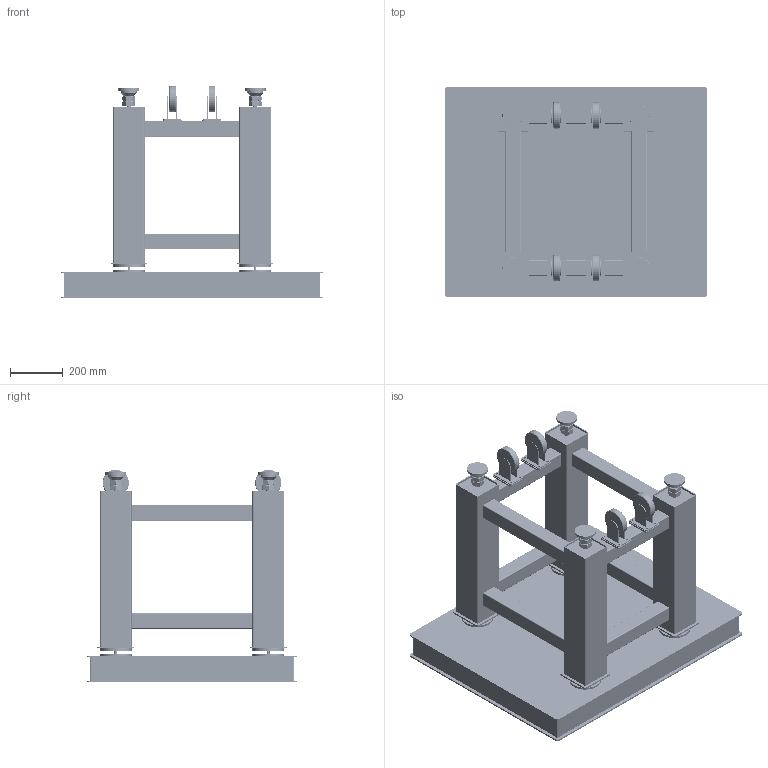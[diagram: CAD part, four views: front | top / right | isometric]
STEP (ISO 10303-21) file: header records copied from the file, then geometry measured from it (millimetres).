
FILE_DESCRIPTION (( 'STEP AP203' ), '1' );
FILE_NAME ('516151.STEP', '2024-04-28T07:06:58', ( '' ), ( '' ), 'SwSTEP 2.0', 'SolidWorks 2020', '' );
FILE_SCHEMA (( 'CONFIG_CONTROL_DESIGN' ));
Length unit declared in the file: millimetre
Products named in the file (1): 516151
Bounding box: 1000 x 800 x 809 mm (x, y, z)
Volume: 85657662.6 mm3; surface area: 8340029.8 mm2
Topology: 62 solids, 62 shells, 4461 faces, 9376 edges, 6204 vertices
Faces by surface type: cylinder 2640, plane 1629, cone 160, bspline 32
Entity records: 124049 total; most frequent: CARTESIAN_POINT 23286, DIRECTION 23208, ORIENTED_EDGE 18752, AXIS2_PLACEMENT_3D 9822, EDGE_CURVE 9376, VERTEX_POINT 6204, EDGE_LOOP 5754, CIRCLE 5392
